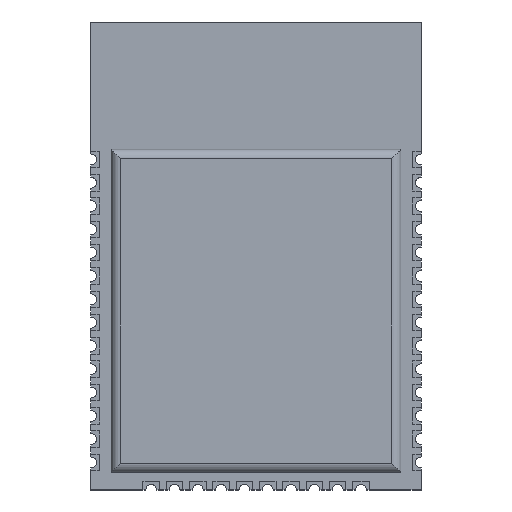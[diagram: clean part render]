
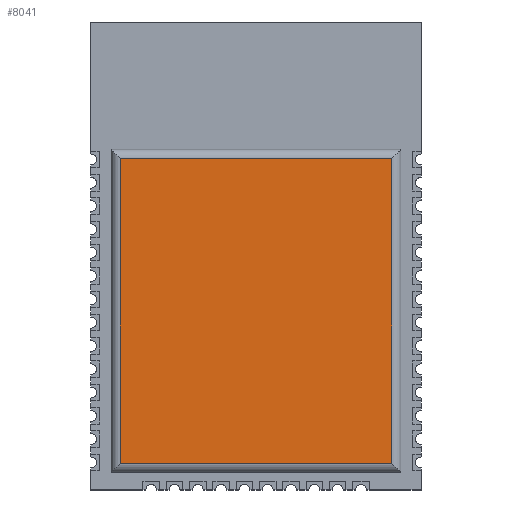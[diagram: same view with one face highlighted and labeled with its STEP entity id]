
A CAD part, top view. The second image highlights one B-rep face of the part: STEP entity #8041.
In plain terms, the highlighted planar face has unit normal (0, 0, 1).
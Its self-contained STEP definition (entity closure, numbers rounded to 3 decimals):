
#7945 = EDGE_CURVE('',#7946,#7948,#7950,.T.);
#7946 = VERTEX_POINT('',#7947);
#7947 = CARTESIAN_POINT('',(7.4,-11.31,3.1));
#7948 = VERTEX_POINT('',#7949);
#7949 = CARTESIAN_POINT('',(-7.4,-11.31,3.1));
#7950 = LINE('',#7951,#7952);
#7951 = CARTESIAN_POINT('',(-3.95,-11.31,3.1));
#7952 = VECTOR('',#7953,1.);
#7953 = DIRECTION('',(-1.,0.,0.));
#7978 = EDGE_CURVE('',#7979,#7946,#7981,.T.);
#7979 = VERTEX_POINT('',#7980);
#7980 = CARTESIAN_POINT('',(7.4,5.29,3.1));
#7981 = LINE('',#7982,#7983);
#7982 = CARTESIAN_POINT('',(7.4,-7.41,3.1));
#7983 = VECTOR('',#7984,1.);
#7984 = DIRECTION('',(0.,-1.,0.));
#8003 = EDGE_CURVE('',#8004,#7979,#8006,.T.);
#8004 = VERTEX_POINT('',#8005);
#8005 = CARTESIAN_POINT('',(-7.4,5.29,3.1));
#8006 = LINE('',#8007,#8008);
#8007 = CARTESIAN_POINT('',(3.95,5.29,3.1));
#8008 = VECTOR('',#8009,1.);
#8009 = DIRECTION('',(1.,0.,0.));
#8030 = EDGE_CURVE('',#7948,#8004,#8031,.T.);
#8031 = LINE('',#8032,#8033);
#8032 = CARTESIAN_POINT('',(-7.4,1.39,3.1));
#8033 = VECTOR('',#8034,1.);
#8034 = DIRECTION('',(0.,1.,0.));
#8041 = ADVANCED_FACE('',(#8042),#8048,.T.);
#8042 = FACE_BOUND('',#8043,.T.);
#8043 = EDGE_LOOP('',(#8044,#8045,#8046,#8047));
#8044 = ORIENTED_EDGE('',*,*,#8003,.F.);
#8045 = ORIENTED_EDGE('',*,*,#8030,.F.);
#8046 = ORIENTED_EDGE('',*,*,#7945,.F.);
#8047 = ORIENTED_EDGE('',*,*,#7978,.F.);
#8048 = PLANE('',#8049);
#8049 = AXIS2_PLACEMENT_3D('',#8050,#8051,#8052);
#8050 = CARTESIAN_POINT('',(0.,-3.01,3.1));
#8051 = DIRECTION('',(0.,0.,1.));
#8052 = DIRECTION('',(0.,-1.,0.));
